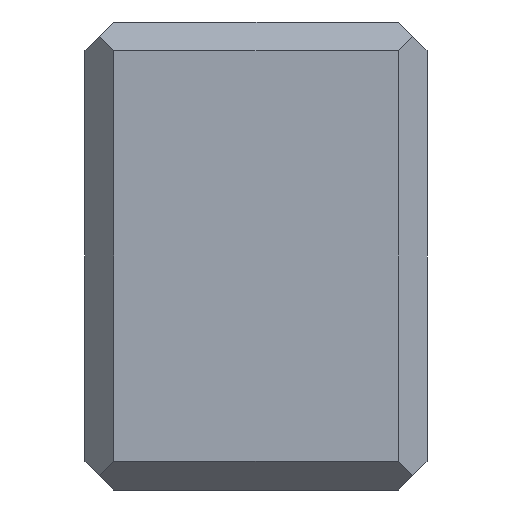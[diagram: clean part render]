
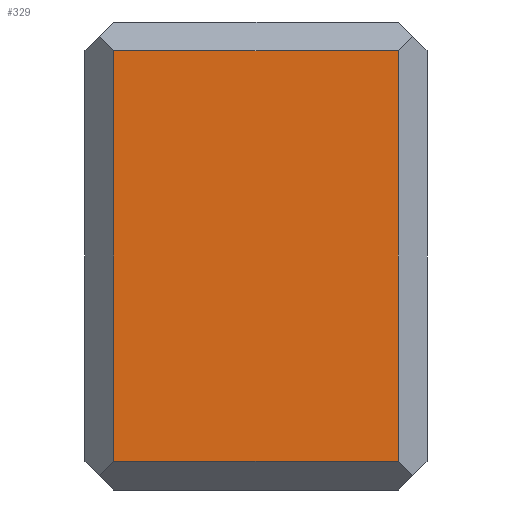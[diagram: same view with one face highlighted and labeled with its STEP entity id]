
A CAD part, left-side view. The second image highlights one B-rep face of the part: STEP entity #329.
In plain terms, the highlighted planar face has unit normal (-1, 0, 0).
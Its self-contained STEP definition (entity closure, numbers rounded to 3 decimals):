
#169=EDGE_CURVE('',#237,#187,#443,.T.);
#187=VERTEX_POINT('',#462);
#231=EDGE_CURVE('',#313,#237,#512,.T.);
#237=VERTEX_POINT('',#519);
#297=EDGE_CURVE('',#309,#313,#585,.T.);
#309=VERTEX_POINT('',#600);
#313=VERTEX_POINT('',#604);
#329=ADVANCED_FACE('',(#622),#623,.T.);
#343=EDGE_CURVE('',#309,#187,#637,.T.);
#443=LINE('',#739,#740);
#462=CARTESIAN_POINT('',(-10.0,7.9,24.4));
#512=LINE('',#834,#835);
#519=CARTESIAN_POINT('',(-10.0,-7.9,24.4));
#585=LINE('',#942,#943);
#600=CARTESIAN_POINT('',(-10.0,7.9,1.6));
#604=CARTESIAN_POINT('',(-10.0,-7.9,1.6));
#622=FACE_OUTER_BOUND('',#989,.T.);
#623=PLANE('',#990);
#637=LINE('',#1012,#1013);
#739=CARTESIAN_POINT('',(-10.0,-8.7,24.4));
#740=VECTOR('',#1117,1.0);
#834=CARTESIAN_POINT('',(-10.0,-7.9,0.0));
#835=VECTOR('',#1205,1.0);
#942=CARTESIAN_POINT('',(-10.0,-8.7,1.6));
#943=VECTOR('',#1282,1.0);
#989=EDGE_LOOP('',(#1331,#1332,#1333,#1334));
#990=AXIS2_PLACEMENT_3D('',#1335,#1336,#1337);
#1012=CARTESIAN_POINT('',(-10.0,7.9,0.0));
#1013=VECTOR('',#1344,1.0);
#1117=DIRECTION('',(0.0,1.0,0.0));
#1205=DIRECTION('',(0.0,0.0,1.0));
#1282=DIRECTION('',(0.0,-1.0,0.0));
#1331=ORIENTED_EDGE('',*,*,#297,.T.);
#1332=ORIENTED_EDGE('',*,*,#231,.T.);
#1333=ORIENTED_EDGE('',*,*,#169,.T.);
#1334=ORIENTED_EDGE('',*,*,#343,.F.);
#1335=CARTESIAN_POINT('',(-10.0,-7.9,0.0));
#1336=DIRECTION('',(-1.0,0.0,0.0));
#1337=DIRECTION('',(0.0,0.0,1.0));
#1344=DIRECTION('',(0.0,0.0,1.0));
